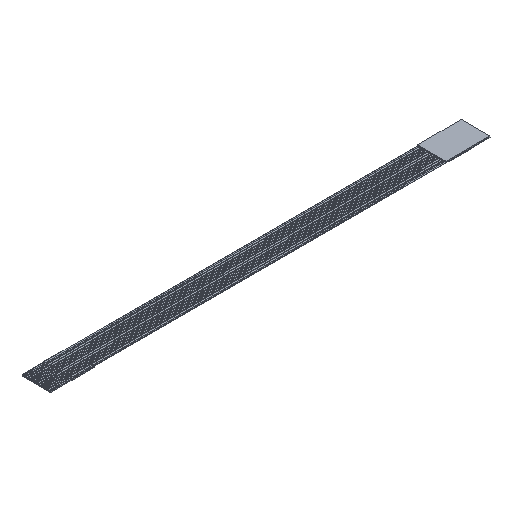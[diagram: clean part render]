
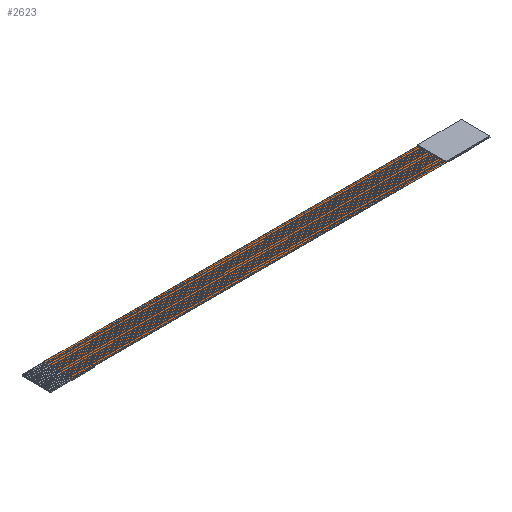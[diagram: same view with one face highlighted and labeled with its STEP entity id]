
A CAD part, isometric view. The second image highlights one B-rep face of the part: STEP entity #2623.
In plain terms, the highlighted planar face has unit normal (0, 0, 1).
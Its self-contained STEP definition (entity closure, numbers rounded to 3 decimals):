
#209=ORIENTED_EDGE('',*,*,#761,.F.);
#210=ORIENTED_EDGE('',*,*,#676,.F.);
#211=ORIENTED_EDGE('',*,*,#762,.T.);
#212=ORIENTED_EDGE('',*,*,#666,.T.);
#666=EDGE_CURVE('',#950,#949,#1121,.T.);
#676=EDGE_CURVE('',#957,#889,#1130,.T.);
#761=EDGE_CURVE('',#889,#949,#1215,.T.);
#762=EDGE_CURVE('',#957,#950,#1216,.T.);
#889=VERTEX_POINT('',#3263);
#949=VERTEX_POINT('',#3393);
#950=VERTEX_POINT('',#3395);
#957=VERTEX_POINT('',#3414);
#1121=LINE('',#3394,#1403);
#1130=LINE('',#3415,#1412);
#1215=LINE('',#3596,#1497);
#1216=LINE('',#3597,#1498);
#1403=VECTOR('',#2857,1000.);
#1412=VECTOR('',#2868,1000.);
#1497=VECTOR('',#3005,1000.);
#1498=VECTOR('',#3006,1000.);
#1653=EDGE_LOOP('',(#209,#210,#211,#212));
#1745=FACE_BOUND('',#1653,.T.);
#1837=PLANE('',#2722);
#2623=ADVANCED_FACE('',(#1745),#1837,.F.);
#2722=AXIS2_PLACEMENT_3D('',#3595,#3003,#3004);
#2857=DIRECTION('',(1.,0.,0.));
#2868=DIRECTION('',(1.,0.,0.));
#3003=DIRECTION('',(0.,0.,-1.));
#3004=DIRECTION('',(-1.,0.,0.));
#3005=DIRECTION('',(0.,-1.,0.));
#3006=DIRECTION('',(0.,-1.,0.));
#3263=CARTESIAN_POINT('',(40.,3.25,0.095));
#3393=CARTESIAN_POINT('',(40.,-3.25,0.095));
#3394=CARTESIAN_POINT('',(-45.,-3.25,0.095));
#3395=CARTESIAN_POINT('',(-45.,-3.25,0.095));
#3414=CARTESIAN_POINT('',(-45.,3.25,0.095));
#3415=CARTESIAN_POINT('',(-45.,3.25,0.095));
#3595=CARTESIAN_POINT('',(-45.,3.25,0.095));
#3596=CARTESIAN_POINT('',(40.,3.25,0.095));
#3597=CARTESIAN_POINT('',(-45.,3.25,0.095));
